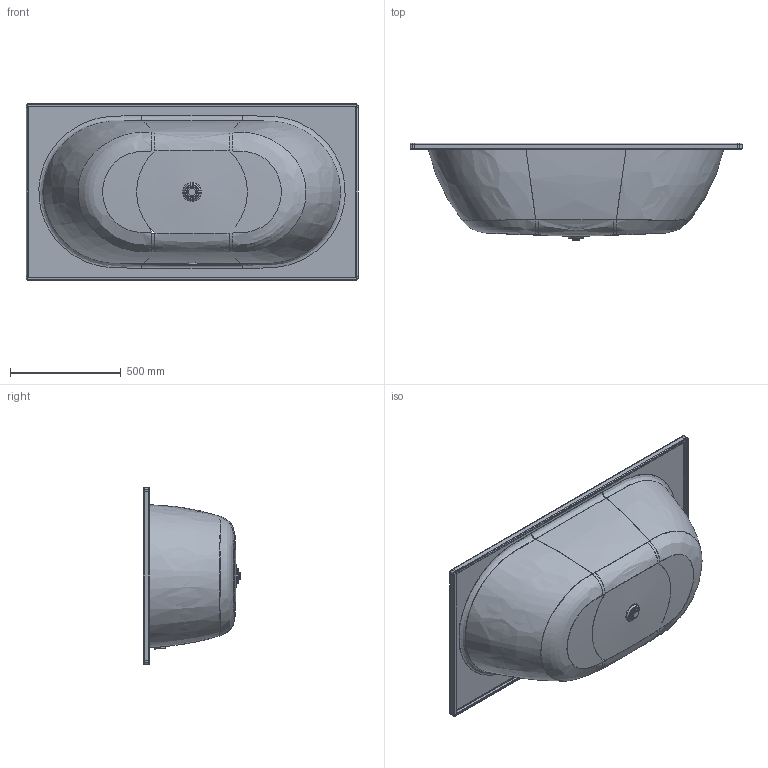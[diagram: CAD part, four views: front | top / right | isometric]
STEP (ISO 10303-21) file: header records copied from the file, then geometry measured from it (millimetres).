
FILE_DESCRIPTION((' '),'2;1');
FILE_NAME( '19396cc1a6d94dc3.stp', '2024-12-05T13:29:39', (' '), ('--- Datakit www.datakit.com---'), ' Datakit CrossCadWare V2022.3 Jun 15 2022', 'DATAKIT 2024 (c)', ' ');
FILE_SCHEMA(('CONFIG_CONTROL_DESIGN'));
Length unit declared in the file: millimetre
Products named in the file (1): 19396c61eb4bd4c3
Bounding box: 1499 x 441.7 x 799 mm (x, y, z)
Volume: 7579705.7 mm3; surface area: 4455606.2 mm2
Topology: 3 solids, 3 shells, 141 faces, 331 edges, 197 vertices
Faces by surface type: torus 38, cylinder 35, plane 31, bspline 20, offset 12, cone 4, revolution 1
Full cylindrical faces by diameter (mm): 29 x1, 30.2 x1, 32 x1, 34.5 x2, 45 x1, 48.8 x1, 52 x2, 61.06 x1, 66 x1
Entity records: 40869 total; most frequent: CARTESIAN_POINT 38071, ORIENTED_EDGE 562, DIRECTION 509, EDGE_CURVE 281, AXIS2_PLACEMENT_3D 224, VERTEX_POINT 193, EDGE_LOOP 192, FACE_OUTER_BOUND 141
